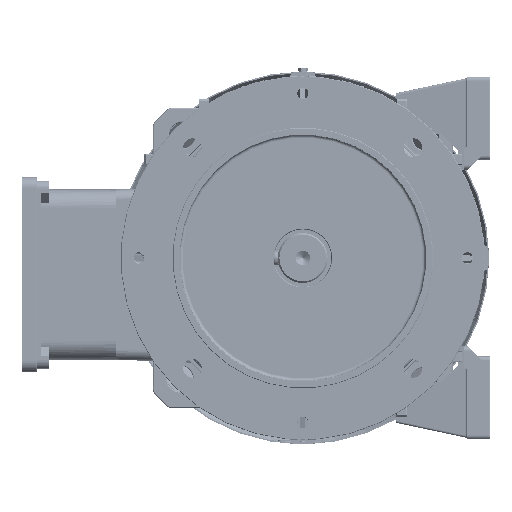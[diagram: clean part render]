
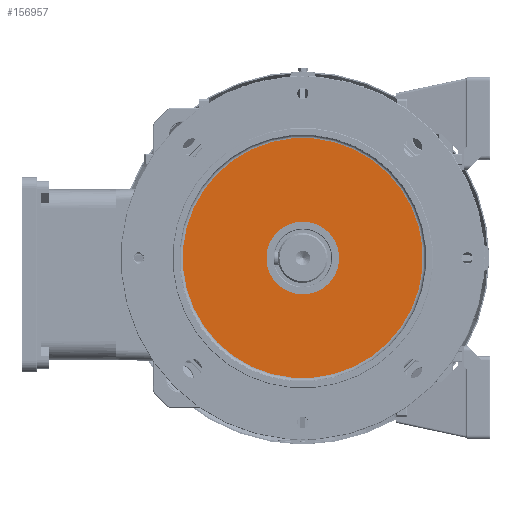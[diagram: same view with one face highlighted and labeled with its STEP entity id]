
A CAD part, left-side view. The second image highlights one B-rep face of the part: STEP entity #156957.
In plain terms, the highlighted face is planar.
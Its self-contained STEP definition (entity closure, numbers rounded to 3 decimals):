
#7528 = EDGE_CURVE ( 'NONE', #254563, #146966, #229783, .T. ) ;
#13108 = DIRECTION ( 'NONE',  ( 1., 0., 0. ) ) ;
#18591 = PLANE ( 'NONE',  #90300 ) ;
#19830 = AXIS2_PLACEMENT_3D ( 'NONE', #228932, #45075, #61294 ) ;
#21317 = DIRECTION ( 'NONE',  ( 1., 0., 0. ) ) ;
#27720 = DIRECTION ( 'NONE',  ( 0., 0., -1. ) ) ;
#38699 = FACE_BOUND ( 'NONE', #112105, .T. ) ;
#45075 = DIRECTION ( 'NONE',  ( 1., 0., 0. ) ) ;
#53485 = VERTEX_POINT ( 'NONE', #189828 ) ;
#61294 = DIRECTION ( 'NONE',  ( 0., 0., -1. ) ) ;
#64236 = DIRECTION ( 'NONE',  ( 0., 0., -1. ) ) ;
#67698 = VERTEX_POINT ( 'NONE', #195727 ) ;
#90300 = AXIS2_PLACEMENT_3D ( 'NONE', #156865, #258895, #261551 ) ;
#96508 = ORIENTED_EDGE ( 'NONE', *, *, #162846, .T. ) ;
#99187 = AXIS2_PLACEMENT_3D ( 'NONE', #214435, #13108, #113773 ) ;
#112105 = EDGE_LOOP ( 'NONE', ( #198431, #229673 ) ) ;
#113773 = DIRECTION ( 'NONE',  ( 0., 0., -1. ) ) ;
#118400 = CARTESIAN_POINT ( 'NONE',  ( -13.5, 0., -115.5 ) ) ;
#120658 = EDGE_CURVE ( 'NONE', #53485, #67698, #227683, .T. ) ;
#131080 = DIRECTION ( 'NONE',  ( 1., 0., 0. ) ) ;
#137251 = CIRCLE ( 'NONE', #171466, 115.5 ) ;
#146966 = VERTEX_POINT ( 'NONE', #118400 ) ;
#150056 = CARTESIAN_POINT ( 'NONE',  ( -13.5, 0., 0. ) ) ;
#156865 = CARTESIAN_POINT ( 'NONE',  ( -13.5, 115.5, 0. ) ) ;
#156957 = ADVANCED_FACE ( 'NONE', ( #242707, #38699 ), #18591, .T. ) ;
#162355 = ORIENTED_EDGE ( 'NONE', *, *, #7528, .T. ) ;
#162846 = EDGE_CURVE ( 'NONE', #146966, #254563, #137251, .T. ) ;
#167357 = CARTESIAN_POINT ( 'NONE',  ( -13.5, 0., 0. ) ) ;
#171466 = AXIS2_PLACEMENT_3D ( 'NONE', #150056, #21317, #64236 ) ;
#180604 = EDGE_CURVE ( 'NONE', #67698, #53485, #185402, .T. ) ;
#185402 = CIRCLE ( 'NONE', #202651, 35. ) ;
#186234 = CARTESIAN_POINT ( 'NONE',  ( -13.5, 0., 115.5 ) ) ;
#189828 = CARTESIAN_POINT ( 'NONE',  ( -13.5, 0., 35. ) ) ;
#195727 = CARTESIAN_POINT ( 'NONE',  ( -13.5, 0., -35. ) ) ;
#198431 = ORIENTED_EDGE ( 'NONE', *, *, #180604, .F. ) ;
#202651 = AXIS2_PLACEMENT_3D ( 'NONE', #167357, #131080, #27720 ) ;
#214435 = CARTESIAN_POINT ( 'NONE',  ( -13.5, 0., 0. ) ) ;
#217134 = EDGE_LOOP ( 'NONE', ( #96508, #162355 ) ) ;
#227683 = CIRCLE ( 'NONE', #99187, 35. ) ;
#228932 = CARTESIAN_POINT ( 'NONE',  ( -13.5, 0., 0. ) ) ;
#229673 = ORIENTED_EDGE ( 'NONE', *, *, #120658, .F. ) ;
#229783 = CIRCLE ( 'NONE', #19830, 115.5 ) ;
#242707 = FACE_OUTER_BOUND ( 'NONE', #217134, .T. ) ;
#254563 = VERTEX_POINT ( 'NONE', #186234 ) ;
#258895 = DIRECTION ( 'NONE',  ( 1., 0., 0. ) ) ;
#261551 = DIRECTION ( 'NONE',  ( 0., 0., -1. ) ) ;
